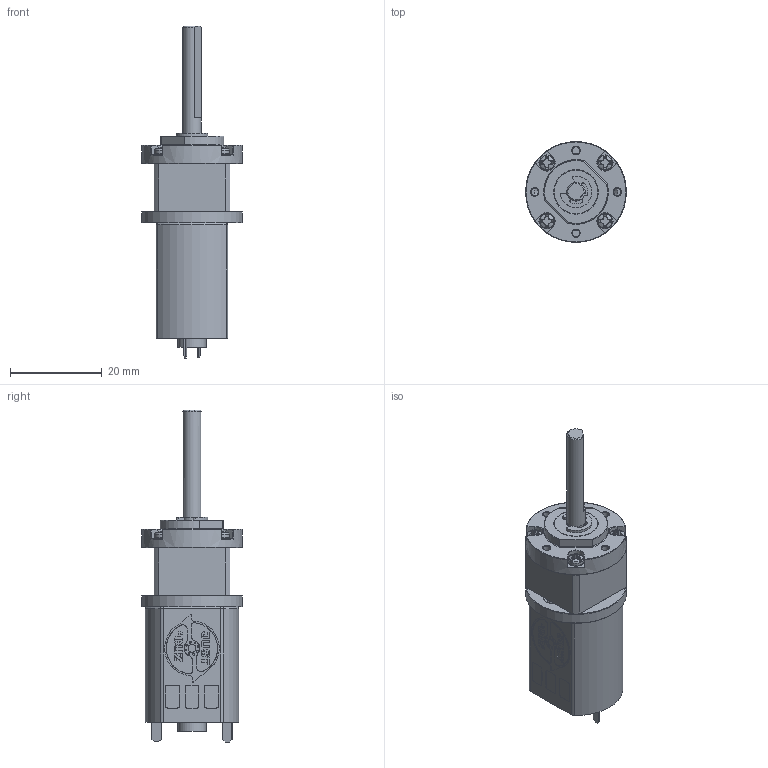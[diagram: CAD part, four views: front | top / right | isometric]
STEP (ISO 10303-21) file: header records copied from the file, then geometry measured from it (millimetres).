
FILE_DESCRIPTION(/* description */ (''),/* implementation_level */ '2;1');
FILE_NAME(/* name */ '0aa413ba-8e45-4dd0-ba2e-06ce75f3b43f.stp',/* time_stamp */ '2023-01-12T00:15:50Z',/* author */ (''),/* organization */ (''),/* preprocessor_version */ 'ST-DEVELOPER v19.2',/* originating_system */ 'Autodesk Translation Framework v11.17.0.187',/* authorisation */ '');
FILE_SCHEMA (('AUTOMOTIVE_DESIGN { 1 0 10303 214 3 1 1 }'));
Length unit declared in the file: millimetre
Products named in the file (10): DartBox V2 Drive - Just 'Cuz Robotics; DartBox V2 Drive Gearbox; Ring Gear; Front Plate; Shaft; 98543A103_Side-Mount External Retaining Rings; Ring Gear Body; Motor Mount Plate; Screws M2 x 14mm; DartBox 130 motor
Assembly tree (12 placements, depth 6):
  DartBox V2 Drive - Just 'Cuz Robotics
    DartBox V2 Drive Gearbox
      Ring Gear
        Front Plate
          Shaft
            98543A103_Side-Mount External Retaining Rings
        Ring Gear Body
      Motor Mount Plate
      Screws M2 x 14mm  x4
    DartBox 130 motor
Bounding box: 21.95 x 21.95 x 72.3 mm (x, y, z)
Volume: 7061.2 mm3; surface area: 9121.9 mm2
Topology: 13 solids, 13 shells, 1797 faces, 4956 edges, 3268 vertices
Faces by surface type: plane 1449, cylinder 223, torus 74, cone 27, sphere 16, bspline 8
Full cylindrical faces by diameter (mm): 0.372 x14, 1.6 x2, 1.623 x8, 1.742 x2, 2 x7, 2.1 x8, 2.15 x1, 2.4 x2, 3.4 x4, 3.5 x1, 4 x3, 6.15 x2, 6.2 x1, 9.5 x2, 12.8 x1, 13 x1, 21.95 x2
Entity records: 54708 total; most frequent: CARTESIAN_POINT 10071, ORIENTED_EDGE 9468, DIRECTION 8750, EDGE_CURVE 4734, LINE 4066, VECTOR 4066, VERTEX_POINT 3121, AXIS2_PLACEMENT_3D 2342
